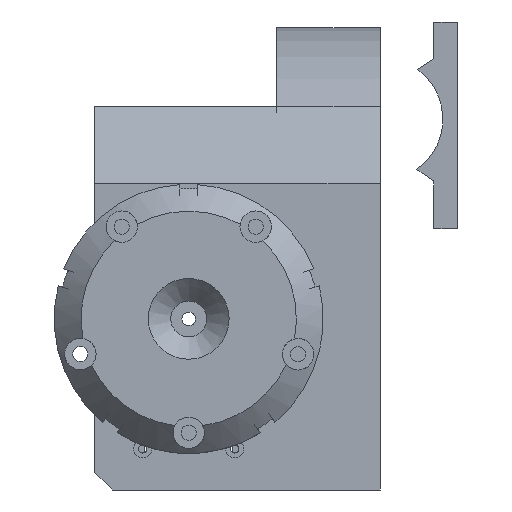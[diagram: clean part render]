
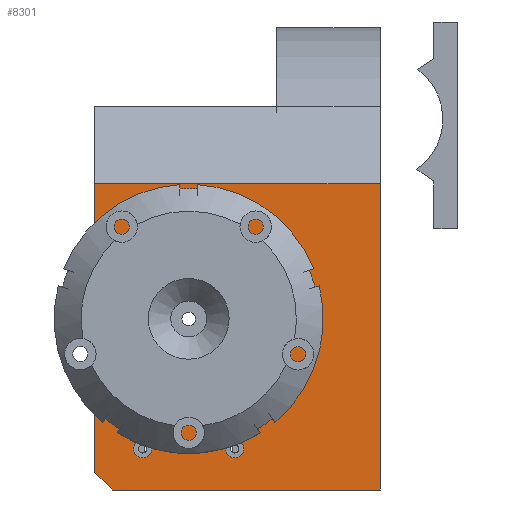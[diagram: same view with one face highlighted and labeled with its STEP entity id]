
A CAD part, left-side view. The second image highlights one B-rep face of the part: STEP entity #8301.
In plain terms, the highlighted planar face has unit normal (-1, 0, 0).
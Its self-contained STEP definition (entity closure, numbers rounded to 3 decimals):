
#6599=CARTESIAN_POINT('',(-455.,143.625,789.));
#6600=VERTEX_POINT('',#6599);
#6601=CARTESIAN_POINT('',(-455.,143.625,853.206));
#6602=VERTEX_POINT('',#6601);
#6603=CARTESIAN_POINT('',(-455.,143.625,789.));
#6604=DIRECTION('',(0.,0.,1.));
#6605=VECTOR('',#6604,64.206);
#6606=LINE('',#6603,#6605);
#6607=EDGE_CURVE('',#6600,#6602,#6606,.T.);
#7885=CARTESIAN_POINT('',(-455.,104.15,823.14));
#7886=VERTEX_POINT('',#7885);
#7968=CARTESIAN_POINT('',(-455.,130.464,839.909));
#7969=VERTEX_POINT('',#7968);
#7970=CARTESIAN_POINT('',(-455.,122.65,823.14));
#7971=DIRECTION('',(-1.,0.,0.));
#7972=DIRECTION('',(0.,1.,-0.));
#7973=AXIS2_PLACEMENT_3D('',#7970,#7971,#7972);
#7974=CIRCLE('',#7973,18.5);
#7975=EDGE_CURVE('',#7886,#7969,#7974,.T.);
#7977=CARTESIAN_POINT('',(-455.,122.65,823.14));
#7978=DIRECTION('',(-1.,0.,0.));
#7979=DIRECTION('',(0.,1.,-0.));
#7980=AXIS2_PLACEMENT_3D('',#7977,#7978,#7979);
#7981=CIRCLE('',#7980,18.5);
#7982=EDGE_CURVE('',#7969,#7886,#7981,.T.);
#8188=CARTESIAN_POINT('',(-455.,80.,785.));
#8189=VERTEX_POINT('',#8188);
#8196=CARTESIAN_POINT('',(-455.,139.625,785.));
#8197=VERTEX_POINT('',#8196);
#8198=CARTESIAN_POINT('',(-455.,80.,785.));
#8199=DIRECTION('',(0.,1.,-0.));
#8200=VECTOR('',#8199,59.625);
#8201=LINE('',#8198,#8200);
#8202=EDGE_CURVE('',#8189,#8197,#8201,.T.);
#8246=CARTESIAN_POINT('',(-455.,95.9,839.5));
#8247=DIRECTION('',(-1.,0.,0.));
#8248=DIRECTION('',(-0.,-0.,-1.));
#8249=AXIS2_PLACEMENT_3D('',#8246,#8247,#8248);
#8250=PLANE('',#8249);
#8251=ORIENTED_EDGE('',*,*,#7975,.F.);
#8252=ORIENTED_EDGE('',*,*,#7982,.F.);
#8253=EDGE_LOOP('',(#8251,#8252));
#8254=FACE_BOUND('',#8253,.T.);
#8255=CARTESIAN_POINT('',(-455.,80.,853.206));
#8256=VERTEX_POINT('',#8255);
#8257=CARTESIAN_POINT('',(-455.,80.,853.206));
#8258=DIRECTION('',(0.,1.,-0.));
#8259=VECTOR('',#8258,63.625);
#8260=LINE('',#8257,#8259);
#8261=EDGE_CURVE('',#8256,#6602,#8260,.T.);
#8262=ORIENTED_EDGE('',*,*,#8261,.T.);
#8263=ORIENTED_EDGE('',*,*,#6607,.F.);
#8264=CARTESIAN_POINT('',(-455.,139.625,785.));
#8265=DIRECTION('',(0.,0.707,0.707));
#8266=VECTOR('',#8265,5.657);
#8267=LINE('',#8264,#8266);
#8268=EDGE_CURVE('',#8197,#6600,#8267,.T.);
#8269=ORIENTED_EDGE('',*,*,#8268,.F.);
#8270=ORIENTED_EDGE('',*,*,#8202,.F.);
#8271=CARTESIAN_POINT('',(-455.,80.,853.206));
#8272=DIRECTION('',(-0.,0.,-1.));
#8273=VECTOR('',#8272,68.206);
#8274=LINE('',#8271,#8273);
#8275=EDGE_CURVE('',#8256,#8189,#8274,.T.);
#8276=ORIENTED_EDGE('',*,*,#8275,.F.);
#8277=EDGE_LOOP('',(#8262,#8263,#8269,#8270,#8276));
#8278=FACE_BOUND('',#8277,.T.);
#8279=CARTESIAN_POINT('',(-455.,134.9,794.14));
#8280=VERTEX_POINT('',#8279);
#8281=CARTESIAN_POINT('',(-455.,132.9,794.14));
#8282=DIRECTION('',(1.,-0.,-0.));
#8283=DIRECTION('',(0.,1.,-0.));
#8284=AXIS2_PLACEMENT_3D('',#8281,#8282,#8283);
#8285=CIRCLE('',#8284,2.);
#8286=EDGE_CURVE('',#8280,#8280,#8285,.T.);
#8287=ORIENTED_EDGE('',*,*,#8286,.T.);
#8288=EDGE_LOOP('',(#8287));
#8289=FACE_BOUND('',#8288,.T.);
#8290=CARTESIAN_POINT('',(-455.,114.4,794.14));
#8291=VERTEX_POINT('',#8290);
#8292=CARTESIAN_POINT('',(-455.,112.4,794.14));
#8293=DIRECTION('',(1.,-0.,-0.));
#8294=DIRECTION('',(0.,1.,-0.));
#8295=AXIS2_PLACEMENT_3D('',#8292,#8293,#8294);
#8296=CIRCLE('',#8295,2.);
#8297=EDGE_CURVE('',#8291,#8291,#8296,.T.);
#8298=ORIENTED_EDGE('',*,*,#8297,.T.);
#8299=EDGE_LOOP('',(#8298));
#8300=FACE_BOUND('',#8299,.T.);
#8301=ADVANCED_FACE('',(#8254,#8278,#8289,#8300),#8250,.T.);
